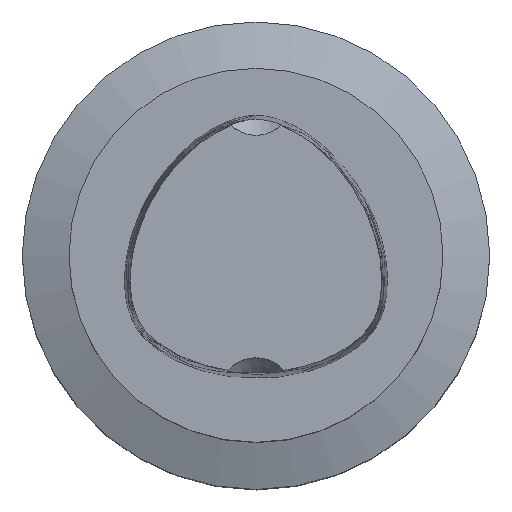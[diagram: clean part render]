
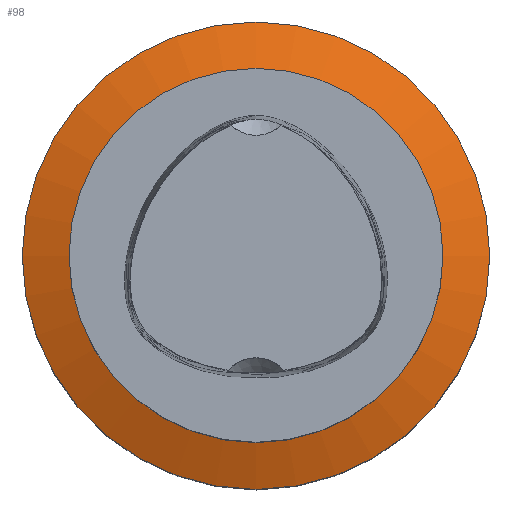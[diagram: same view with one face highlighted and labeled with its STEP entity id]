
A CAD part, top view. The second image highlights one B-rep face of the part: STEP entity #98.
In plain terms, the highlighted conical face has half-angle 70 degrees and reference radius 22.5 mm.
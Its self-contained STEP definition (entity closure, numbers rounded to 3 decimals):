
#90=EDGE_CURVE('240[2]',#203,#203,#204,.T.);
#98=ADVANCED_FACE('240[2]',(#214,#215),#216,.T.);
#104=EDGE_CURVE('240[2]',#223,#223,#224,.T.);
#203=VERTEX_POINT('',#452);
#204=CIRCLE('',#453,20.0);
#214=FACE_BOUND('',#513,.T.);
#215=FACE_BOUND('',#514,.T.);
#216=CONICAL_SURFACE('',#515,22.5,1.222);
#223=VERTEX_POINT('',#530);
#224=CIRCLE('',#531,25.);
#452=CARTESIAN_POINT('',(0.,20.0,-22.54));
#453=AXIS2_PLACEMENT_3D('',#1614,#1615,#1616);
#513=EDGE_LOOP('',(#1624));
#514=EDGE_LOOP('',(#1625));
#515=AXIS2_PLACEMENT_3D('',#1626,#1627,#1628);
#530=CARTESIAN_POINT('',(0.,25.,-24.36));
#531=AXIS2_PLACEMENT_3D('',#1632,#1633,#1634);
#1614=CARTESIAN_POINT('',(0.,0.,-22.54));
#1615=DIRECTION('',(0.,0.,-1.0));
#1616=DIRECTION('',(0.,1.0,0.));
#1624=ORIENTED_EDGE('',*,*,#104,.F.);
#1625=ORIENTED_EDGE('',*,*,#90,.T.);
#1626=CARTESIAN_POINT('',(0.,0.,-23.45));
#1627=DIRECTION('',(0.,0.,-1.0));
#1628=DIRECTION('',(0.,1.0,0.));
#1632=CARTESIAN_POINT('',(0.,0.,-24.36));
#1633=DIRECTION('',(0.,0.,-1.0));
#1634=DIRECTION('',(0.,1.0,0.));
